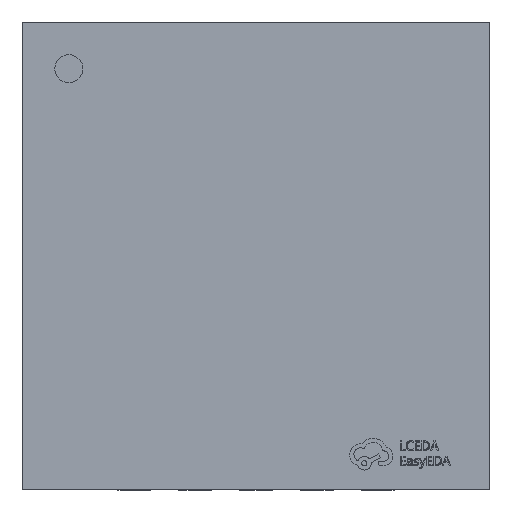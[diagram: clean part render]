
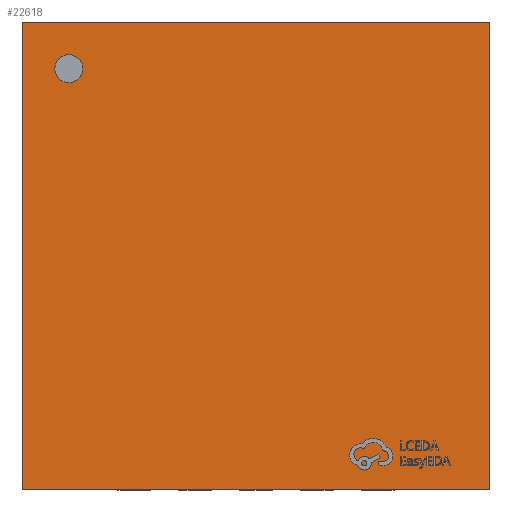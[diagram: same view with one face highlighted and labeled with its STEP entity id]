
A CAD part, top view. The second image highlights one B-rep face of the part: STEP entity #22618.
In plain terms, the highlighted planar face has unit normal (0, 0, 1).
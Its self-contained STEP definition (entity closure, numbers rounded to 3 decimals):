
#13 = CARTESIAN_POINT ( 'NONE',  ( 0., 0., 0.58 ) ) ;
#139 = DIRECTION ( 'NONE',  ( 0., 1., 0. ) ) ;
#225 = DIRECTION ( 'NONE',  ( 1., 0., 0. ) ) ;
#502 = LINE ( 'NONE', #15652, #2009 ) ;
#876 = CARTESIAN_POINT ( 'NONE',  ( -1.85, 2., 0.58 ) ) ;
#2009 = VECTOR ( 'NONE', #139, 1000. ) ;
#2429 = VERTEX_POINT ( 'NONE', #3796 ) ;
#2672 = CARTESIAN_POINT ( 'NONE',  ( -2.5, -2.5, 0.58 ) ) ;
#2762 = FACE_BOUND ( 'NONE', #17729, .T. ) ;
#3419 = CARTESIAN_POINT ( 'NONE',  ( -2., 2., 0.58 ) ) ;
#3493 = VERTEX_POINT ( 'NONE', #2672 ) ;
#3718 = DIRECTION ( 'NONE',  ( 0., -1., 0. ) ) ;
#3796 = CARTESIAN_POINT ( 'NONE',  ( -2.5, 2.5, 0.58 ) ) ;
#4897 = ORIENTED_EDGE ( 'NONE', *, *, #16098, .F. ) ;
#5436 = EDGE_CURVE ( 'NONE', #23318, #18662, #502, .T. ) ;
#5531 = ORIENTED_EDGE ( 'NONE', *, *, #19881, .T. ) ;
#6251 = CARTESIAN_POINT ( 'NONE',  ( 2.5, -2.5, 0.58 ) ) ;
#7603 = DIRECTION ( 'NONE',  ( -1., 0., 0. ) ) ;
#7614 = ORIENTED_EDGE ( 'NONE', *, *, #23908, .T. ) ;
#8100 = CARTESIAN_POINT ( 'NONE',  ( -2.15, 2., 0.58 ) ) ;
#9680 = VERTEX_POINT ( 'NONE', #876 ) ;
#10609 = CIRCLE ( 'NONE', #12584, 0.15 ) ;
#10621 = CARTESIAN_POINT ( 'NONE',  ( -2.5, 2.5, 0.58 ) ) ;
#10635 = CARTESIAN_POINT ( 'NONE',  ( -2.5, -2.5, 0.58 ) ) ;
#12584 = AXIS2_PLACEMENT_3D ( 'NONE', #13519, #21005, #225 ) ;
#13071 = DIRECTION ( 'NONE',  ( 0., 0., -1. ) ) ;
#13290 = ORIENTED_EDGE ( 'NONE', *, *, #18612, .F. ) ;
#13519 = CARTESIAN_POINT ( 'NONE',  ( -2., 2., 0.58 ) ) ;
#13822 = EDGE_CURVE ( 'NONE', #18662, #2429, #23069, .T. ) ;
#14573 = DIRECTION ( 'NONE',  ( 1., 0., 0. ) ) ;
#14761 = VERTEX_POINT ( 'NONE', #8100 ) ;
#15013 = CARTESIAN_POINT ( 'NONE',  ( -2.5, -2.5, 0.58 ) ) ;
#15200 = CIRCLE ( 'NONE', #15974, 0.15 ) ;
#15652 = CARTESIAN_POINT ( 'NONE',  ( 2.5, -2.5, 0.58 ) ) ;
#15974 = AXIS2_PLACEMENT_3D ( 'NONE', #3419, #24095, #20024 ) ;
#16098 = EDGE_CURVE ( 'NONE', #9680, #14761, #15200, .T. ) ;
#16468 = ORIENTED_EDGE ( 'NONE', *, *, #13822, .T. ) ;
#17522 = VECTOR ( 'NONE', #14573, 1000. ) ;
#17554 = VECTOR ( 'NONE', #3718, 1000. ) ;
#17729 = EDGE_LOOP ( 'NONE', ( #4897, #13290 ) ) ;
#18242 = PLANE ( 'NONE',  #23869 ) ;
#18543 = CARTESIAN_POINT ( 'NONE',  ( 2.5, 2.5, 0.58 ) ) ;
#18612 = EDGE_CURVE ( 'NONE', #14761, #9680, #10609, .T. ) ;
#18662 = VERTEX_POINT ( 'NONE', #18543 ) ;
#19809 = VECTOR ( 'NONE', #23569, 1000. ) ;
#19843 = FACE_OUTER_BOUND ( 'NONE', #21131, .T. ) ;
#19881 = EDGE_CURVE ( 'NONE', #3493, #23318, #20090, .T. ) ;
#20024 = DIRECTION ( 'NONE',  ( 1., 0., 0. ) ) ;
#20090 = LINE ( 'NONE', #10635, #17522 ) ;
#20660 = LINE ( 'NONE', #15013, #17554 ) ;
#21005 = DIRECTION ( 'NONE',  ( 0., 0., 1. ) ) ;
#21131 = EDGE_LOOP ( 'NONE', ( #24428, #16468, #7614, #5531 ) ) ;
#22618 = ADVANCED_FACE ( 'NONE', ( #2762, #19843 ), #18242, .F. ) ;
#23069 = LINE ( 'NONE', #10621, #19809 ) ;
#23318 = VERTEX_POINT ( 'NONE', #6251 ) ;
#23569 = DIRECTION ( 'NONE',  ( -1., 0., 0. ) ) ;
#23869 = AXIS2_PLACEMENT_3D ( 'NONE', #13, #13071, #7603 ) ;
#23908 = EDGE_CURVE ( 'NONE', #2429, #3493, #20660, .T. ) ;
#24095 = DIRECTION ( 'NONE',  ( 0., 0., 1. ) ) ;
#24428 = ORIENTED_EDGE ( 'NONE', *, *, #5436, .T. ) ;
